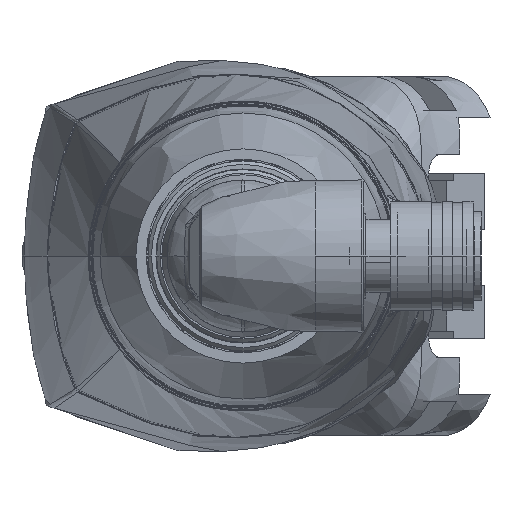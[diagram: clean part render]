
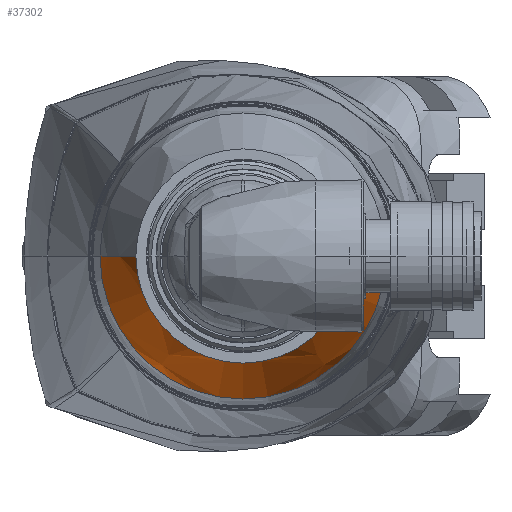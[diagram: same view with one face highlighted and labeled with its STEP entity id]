
A CAD part, left-side view. The second image highlights one B-rep face of the part: STEP entity #37302.
In plain terms, the highlighted free-form (B-spline) face has degree [3, 3] with [4, 4] control points.
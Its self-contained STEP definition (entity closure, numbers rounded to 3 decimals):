
#14150=CARTESIAN_POINT('',(0.,0.,0.));
#14151=DIRECTION('',(-1.,0.,0.));
#14152=DIRECTION('',(0.,1.,0.));
#14153=AXIS2_PLACEMENT_3D('',#14150,#14151,#14152);
#14159=CARTESIAN_POINT('',(5.144,-18.373,0.));
#14160=DIRECTION('',(0.,0.,-1.));
#14161=DIRECTION('',(-0.511,0.86,0.));
#14162=AXIS2_PLACEMENT_3D('',#14159,#14160,#14161);
#14164=CARTESIAN_POINT('',(-15.,0.,0.));
#14165=DIRECTION('',(-1.,0.,0.));
#14166=DIRECTION('',(0.,1.,0.));
#14167=AXIS2_PLACEMENT_3D('',#14164,#14165,#14166);
#14169=CARTESIAN_POINT('',(5.144,18.373,0.));
#14170=DIRECTION('',(0.,0.,1.));
#14171=DIRECTION('',(-0.511,-0.86,0.));
#14172=AXIS2_PLACEMENT_3D('',#14169,#14170,#14171);
#15888=CARTESIAN_POINT('',(-15.,15.5,0.));
#15889=CARTESIAN_POINT('',(0.,20.7,0.));
#15890=VERTEX_POINT('',#15888);
#15891=VERTEX_POINT('',#15889);
#15894=CARTESIAN_POINT('',(-15.,-15.5,0.));
#15895=CARTESIAN_POINT('',(0.,-20.7,0.));
#15896=VERTEX_POINT('',#15894);
#15897=VERTEX_POINT('',#15895);
#37276=CARTESIAN_POINT('',(-15.,-15.5,0.));
#37277=CARTESIAN_POINT('',(-10.389,-18.242,
0.));
#37278=CARTESIAN_POINT('',(-5.319,-20.,
0.));
#37279=CARTESIAN_POINT('',(0.,-20.7,0.));
#37280=CARTESIAN_POINT('',(-15.,-15.5,-31.));
#37281=CARTESIAN_POINT('',(-10.389,-18.242,
-36.485));
#37282=CARTESIAN_POINT('',(-5.319,-20.,
-39.999));
#37283=CARTESIAN_POINT('',(0.,-20.7,-41.4));
#37284=CARTESIAN_POINT('',(-15.,15.5,-31.));
#37285=CARTESIAN_POINT('',(-10.389,18.242,
-36.485));
#37286=CARTESIAN_POINT('',(-5.319,20.,
-39.999));
#37287=CARTESIAN_POINT('',(0.,20.7,-41.4));
#37288=CARTESIAN_POINT('',(-15.,15.5,0.));
#37289=CARTESIAN_POINT('',(-10.389,18.242,0.));
#37290=CARTESIAN_POINT('',(-5.319,20.,0.));
#37291=CARTESIAN_POINT('',(0.,20.7,0.));
#37292=(BOUNDED_SURFACE()B_SPLINE_SURFACE(3,3,((#37276,#37277,#37278,#37279),(
#37280,#37281,#37282,#37283),(#37284,#37285,#37286,#37287),(#37288,#37289,
#37290,#37291)),.UNSPECIFIED.,.F.,.F.,.F.)B_SPLINE_SURFACE_WITH_KNOTS((4,4),(4,
4),(0.,1.),(0.,1.),.UNSPECIFIED.)GEOMETRIC_REPRESENTATION_ITEM()RATIONAL_B_SPLINE_SURFACE(((2.021,1.993,1.993,
2.021),(0.674,0.664,0.664,
0.674),(0.674,0.664,0.664,
0.674),(2.021,1.993,1.993,
2.021)))REPRESENTATION_ITEM('')SURFACE());
#37294=ORIENTED_EDGE('',*,*,#37293,.F.);
#37296=ORIENTED_EDGE('',*,*,#37295,.T.);
#37298=ORIENTED_EDGE('',*,*,#37297,.T.);
#37299=ORIENTED_EDGE('',*,*,#37269,.F.);
#37300=EDGE_LOOP('',(#37294,#37296,#37298,#37299));
#37301=FACE_OUTER_BOUND('',#37300,.F.);
#37302=ADVANCED_FACE('',(#37301),#37292,.T.);
#14154=CIRCLE('',#14153,20.7);
#14163=CIRCLE('',#14162,39.411);
#14168=CIRCLE('',#14167,15.5);
#14173=CIRCLE('',#14172,39.411);
#37269=EDGE_CURVE('',#15891,#15897,#14154,.T.);
#37293=EDGE_CURVE('',#15890,#15891,#14163,.T.);
#37295=EDGE_CURVE('',#15890,#15896,#14168,.T.);
#37297=EDGE_CURVE('',#15896,#15897,#14173,.T.);
